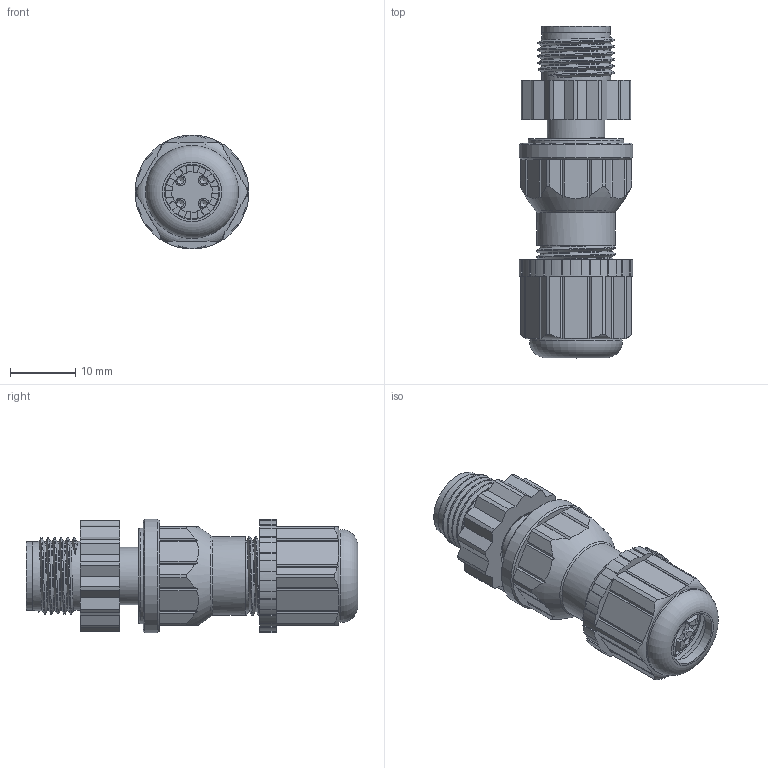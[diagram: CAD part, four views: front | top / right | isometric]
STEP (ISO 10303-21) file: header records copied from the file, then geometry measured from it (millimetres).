
FILE_DESCRIPTION(/* description */ ('Unknown'),/* implementation_level */ '2;1');
FILE_NAME(/* name */ '643711100004',/* time_stamp */ '2022-02-16T10:26:10+01:00',/* author */ ('Unknown'),/* organization */ ('Unknown'),/* preprocessor_version */ 'ST-DEVELOPER v16.7',/* originating_system */ 'Solid Edge',/* authorisation */ 'Unknown');
FILE_SCHEMA (('AUTOMOTIVE_DESIGN {1 0 10303 214 3 1 1}'));
Products named in the file (12): 6437111000xx; 6437111000xx_Body; 6437111000xx_clip; 6437111000xx_screw nut; 6437111000xx_seal; 6437111000xx_sealing nut; 6437111000xx_Extension Gasket; 6437111000xx_housing; 643711100004_housing; 6437111000xx_pin; 643711100004; 6437111000xx_Extension
Assembly tree (14 placements, depth 3):
  6437111000xx
    6437111000xx_Body
    6437111000xx_clip
    6437111000xx_screw nut
    6437111000xx_seal
    6437111000xx_sealing nut
    6437111000xx_Extension Gasket
    6437111000xx_housing
      643711100004_housing
      6437111000xx_pin  x4
      643711100004
      6437111000xx_Extension
Bounding box: 17.4 x 50.69 x 17.4 mm (x, y, z)
Volume: 5799.5 mm3; surface area: 9412.3 mm2
Topology: 13 solids, 13 shells, 914 faces, 2490 edges, 1646 vertices
Faces by surface type: plane 473, cylinder 279, torus 77, bspline 50, cone 35
Full cylindrical faces by diameter (mm): 1 x8, 1.1 x4, 1.28 x4, 1.3 x8, 1.4 x16, 1.5 x20, 1.6 x4, 1.7 x4, 6.3 x1, 7.45 x1, 8 x1, 8.1 x4, 8.3 x1, 8.4 x1, 8.5 x1, 8.75 x3, 8.95 x1, 9 x1, 9.3 x5, 9.4 x1, 10.4 x1, 10.55 x5, 10.95 x5, 11.35 x2, 12 x1, 12.3 x11, 12.5 x7, 14.2 x1, 14.55 x1, 17.4 x1
Entity records: 45630 total; most frequent: CARTESIAN_POINT 26710, ORIENTED_EDGE 4050, DIRECTION 3530, EDGE_CURVE 2025, VERTEX_POINT 1387, AXIS2_PLACEMENT_3D 1236, LINE 1058, VECTOR 1058
